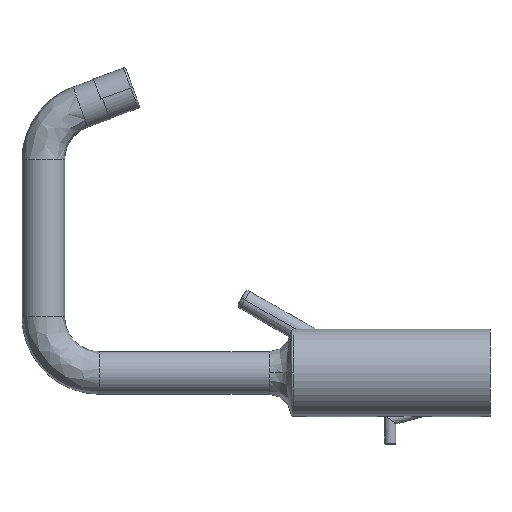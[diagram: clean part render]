
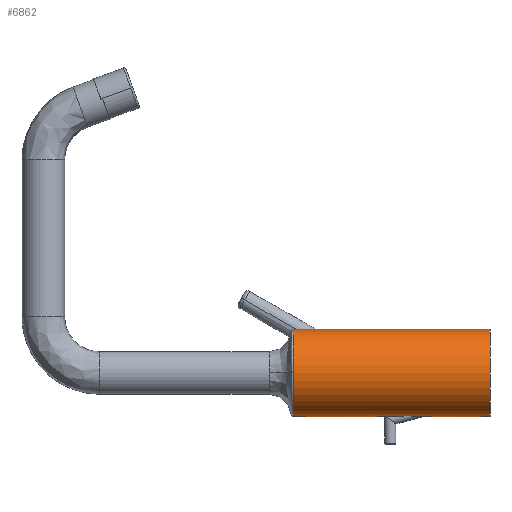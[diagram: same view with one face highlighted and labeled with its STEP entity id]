
A CAD part, left-side view. The second image highlights one B-rep face of the part: STEP entity #6862.
In plain terms, the highlighted cylindrical face has radius 23.25 mm (diameter 46.5 mm), a partial arc.
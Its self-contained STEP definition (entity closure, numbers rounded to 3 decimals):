
#184 = CIRCLE ( 'NONE', #4769, 23.25 ) ;
#216 = CYLINDRICAL_SURFACE ( 'NONE', #7753, 23.25 ) ;
#275 = CARTESIAN_POINT ( 'NONE',  ( 0., 53., -23.25 ) ) ;
#283 = EDGE_CURVE ( 'NONE', #4288, #346, #3600, .T. ) ;
#346 = VERTEX_POINT ( 'NONE', #3617 ) ;
#350 = CARTESIAN_POINT ( 'NONE',  ( -2.589, 56.084, -23.105 ) ) ;
#353 = DIRECTION ( 'NONE',  ( 0., 0., 1. ) ) ;
#422 = LINE ( 'NONE', #1691, #2789 ) ;
#460 = ORIENTED_EDGE ( 'NONE', *, *, #4756, .T. ) ;
#542 = EDGE_CURVE ( 'NONE', #346, #6936, #7360, .T. ) ;
#584 = EDGE_CURVE ( 'NONE', #6936, #5037, #1428, .T. ) ;
#873 = CARTESIAN_POINT ( 'NONE',  ( -1.755, 32.386, -23.184 ) ) ;
#890 = ORIENTED_EDGE ( 'NONE', *, *, #1467, .T. ) ;
#923 = CARTESIAN_POINT ( 'NONE',  ( -3.7, 40.345, -22.954 ) ) ;
#947 = CARTESIAN_POINT ( 'NONE',  ( -2.888, 54.799, -23.07 ) ) ;
#970 = CARTESIAN_POINT ( 'NONE',  ( -3.576, 39.029, -22.975 ) ) ;
#976 = CARTESIAN_POINT ( 'NONE',  ( 0., 105.039, -23.25 ) ) ;
#1025 = VECTOR ( 'NONE', #1596, 1000. ) ;
#1280 = CARTESIAN_POINT ( 'NONE',  ( 0., 53., 0. ) ) ;
#1428 = LINE ( 'NONE', #275, #1025 ) ;
#1467 = EDGE_CURVE ( 'NONE', #6847, #5037, #4367, .T. ) ;
#1498 = CARTESIAN_POINT ( 'NONE',  ( -1.094, 59.732, -23.226 ) ) ;
#1525 = CARTESIAN_POINT ( 'NONE',  ( -3.864, 44.301, -22.928 ) ) ;
#1548 = CARTESIAN_POINT ( 'NONE',  ( 0., 60.392, -23.25 ) ) ;
#1578 = VERTEX_POINT ( 'NONE', #4358 ) ;
#1596 = DIRECTION ( 'NONE',  ( 0., 1., 0. ) ) ;
#1691 = CARTESIAN_POINT ( 'NONE',  ( 0., 53., 23.25 ) ) ;
#1928 = AXIS2_PLACEMENT_3D ( 'NONE', #5281, #4689, #353 ) ;
#1997 = VECTOR ( 'NONE', #3646, 1000. ) ;
#2007 = CARTESIAN_POINT ( 'NONE',  ( 0., 105.039, 0. ) ) ;
#2013 = CARTESIAN_POINT ( 'NONE',  ( 0., 105.039, 23.25 ) ) ;
#2098 = CARTESIAN_POINT ( 'NONE',  ( -0.635, 31.195, -23.242 ) ) ;
#2146 = CARTESIAN_POINT ( 'NONE',  ( -0.777, 31.282, -23.237 ) ) ;
#2192 = CARTESIAN_POINT ( 'NONE',  ( -2.845, 35.14, -23.076 ) ) ;
#2234 = DIRECTION ( 'NONE',  ( 0., 1., 0. ) ) ;
#2287 = DIRECTION ( 'NONE',  ( 0., -1., 0. ) ) ;
#2414 = EDGE_LOOP ( 'NONE', ( #5967, #2989, #5775, #460, #890, #5071, #5523 ) ) ;
#2704 = CARTESIAN_POINT ( 'NONE',  ( -3.512, 50.889, -22.983 ) ) ;
#2728 = CARTESIAN_POINT ( 'NONE',  ( -3.351, 52.2, -23.007 ) ) ;
#2777 = CARTESIAN_POINT ( 'NONE',  ( -2.005, 57.975, -23.165 ) ) ;
#2789 = VECTOR ( 'NONE', #2234, 1000. ) ;
#2801 = CARTESIAN_POINT ( 'NONE',  ( -3.016, 54.151, -23.053 ) ) ;
#2989 = ORIENTED_EDGE ( 'NONE', *, *, #7429, .F. ) ;
#3080 = EDGE_CURVE ( 'NONE', #1578, #3828, #422, .T. ) ;
#3312 = CARTESIAN_POINT ( 'NONE',  ( -3.269, 37.074, -23.019 ) ) ;
#3336 = CARTESIAN_POINT ( 'NONE',  ( -0.082, 60.388, -23.249 ) ) ;
#3358 = CARTESIAN_POINT ( 'NONE',  ( -0.329, 31.071, -23.248 ) ) ;
#3504 = DIRECTION ( 'NONE',  ( 0., 0., 1. ) ) ;
#3600 = LINE ( 'NONE', #6664, #1997 ) ;
#3617 = CARTESIAN_POINT ( 'NONE',  ( 0., 31.035, -23.25 ) ) ;
#3646 = DIRECTION ( 'NONE',  ( 0., 1., 0. ) ) ;
#3828 = VERTEX_POINT ( 'NONE', #2013 ) ;
#3885 = CARTESIAN_POINT ( 'NONE',  ( -0.402, 60.31, -23.247 ) ) ;
#3912 = CARTESIAN_POINT ( 'NONE',  ( -0.747, 60.085, -23.239 ) ) ;
#3939 = CARTESIAN_POINT ( 'NONE',  ( -3.845, 42.981, -22.931 ) ) ;
#3965 = CARTESIAN_POINT ( 'NONE',  ( -1.381, 31.843, -23.21 ) ) ;
#4122 = CIRCLE ( 'NONE', #1928, 23.25 ) ;
#4288 = VERTEX_POINT ( 'NONE', #7217 ) ;
#4358 = CARTESIAN_POINT ( 'NONE',  ( 0., 0., 23.25 ) ) ;
#4367 = CIRCLE ( 'NONE', #6338, 23.25 ) ;
#4562 = CARTESIAN_POINT ( 'NONE',  ( -0.165, 31.035, -23.25 ) ) ;
#4689 = DIRECTION ( 'NONE',  ( 0., -1., 0. ) ) ;
#4756 = EDGE_CURVE ( 'NONE', #3828, #6847, #184, .T. ) ;
#4769 = AXIS2_PLACEMENT_3D ( 'NONE', #2007, #6846, #7397 ) ;
#4929 = CARTESIAN_POINT ( 'NONE',  ( -23.25, 105.039, 0. ) ) ;
#4954 = DIRECTION ( 'NONE',  ( 0., 0., 1. ) ) ;
#5037 = VERTEX_POINT ( 'NONE', #976 ) ;
#5071 = ORIENTED_EDGE ( 'NONE', *, *, #584, .F. ) ;
#5136 = CARTESIAN_POINT ( 'NONE',  ( -1.766, 58.594, -23.186 ) ) ;
#5154 = FACE_OUTER_BOUND ( 'NONE', #2414, .T. ) ;
#5185 = CARTESIAN_POINT ( 'NONE',  ( -2.2, 33.27, -23.146 ) ) ;
#5281 = CARTESIAN_POINT ( 'NONE',  ( 0., 0., 0. ) ) ;
#5523 = ORIENTED_EDGE ( 'NONE', *, *, #542, .F. ) ;
#5775 = ORIENTED_EDGE ( 'NONE', *, *, #3080, .T. ) ;
#5800 = CARTESIAN_POINT ( 'NONE',  ( -1.167, 31.586, -23.222 ) ) ;
#5825 = CARTESIAN_POINT ( 'NONE',  ( -2.666, 34.504, -23.098 ) ) ;
#5929 = CARTESIAN_POINT ( 'NONE',  ( 0., 105.039, 0. ) ) ;
#5967 = ORIENTED_EDGE ( 'NONE', *, *, #283, .F. ) ;
#6139 = DIRECTION ( 'NONE',  ( 0., 1., 0. ) ) ;
#6338 = AXIS2_PLACEMENT_3D ( 'NONE', #5929, #2287, #3504 ) ;
#6340 = CARTESIAN_POINT ( 'NONE',  ( -3.814, 46.941, -22.936 ) ) ;
#6366 = CARTESIAN_POINT ( 'NONE',  ( -1.279, 59.455, -23.216 ) ) ;
#6392 = CARTESIAN_POINT ( 'NONE',  ( -2.418, 56.722, -23.125 ) ) ;
#6417 = CARTESIAN_POINT ( 'NONE',  ( -0.618, 60.191, -23.242 ) ) ;
#6664 = CARTESIAN_POINT ( 'NONE',  ( 0., 53., -23.25 ) ) ;
#6846 = DIRECTION ( 'NONE',  ( 0., -1., 0. ) ) ;
#6847 = VERTEX_POINT ( 'NONE', #4929 ) ;
#6862 = ADVANCED_FACE ( 'NONE', ( #5154 ), #216, .T. ) ;
#6936 = VERTEX_POINT ( 'NONE', #7239 ) ;
#6943 = CARTESIAN_POINT ( 'NONE',  ( -0.326, 60.346, -23.248 ) ) ;
#6969 = CARTESIAN_POINT ( 'NONE',  ( -0.165, 60.382, -23.249 ) ) ;
#7036 = CARTESIAN_POINT ( 'NONE',  ( -2.325, 33.575, -23.134 ) ) ;
#7217 = CARTESIAN_POINT ( 'NONE',  ( 0., 0., -23.25 ) ) ;
#7239 = CARTESIAN_POINT ( 'NONE',  ( 0., 60.392, -23.25 ) ) ;
#7360 = B_SPLINE_CURVE_WITH_KNOTS ( 'NONE', 3,
 ( #7524, #4562, #3358, #2098, #2146, #5800, #3965, #873, #7551, #5185, #7036, #5825, #2192, #7574, #3312, #970, #923, #3939, #1525, #6340, #7622, #2704, #2728, #2801, #947, #350, #6392, #2777, #5136, #6366, #1498, #3912, #6417, #3885, #6943, #6969, #3336, #1548 ),
 .UNSPECIFIED., .F., .F.,
 ( 4, 2, 2, 2, 2, 2, 2, 2, 2, 2, 2, 2, 2, 2, 2, 2, 2, 2, 4 ),
 ( 0.496, 0.504, 0.511, 0.527, 0.543, 0.558, 0.589, 0.621, 0.683, 0.746, 0.808, 0.871, 0.902, 0.933, 0.964, 0.98, 0.988, 0.992, 0.995 ),
 .UNSPECIFIED. ) ;
#7397 = DIRECTION ( 'NONE',  ( 0., 0., 1. ) ) ;
#7429 = EDGE_CURVE ( 'NONE', #1578, #4288, #4122, .T. ) ;
#7524 = CARTESIAN_POINT ( 'NONE',  ( 0., 31.035, -23.25 ) ) ;
#7551 = CARTESIAN_POINT ( 'NONE',  ( -1.915, 32.675, -23.171 ) ) ;
#7574 = CARTESIAN_POINT ( 'NONE',  ( -3.147, 36.425, -23.037 ) ) ;
#7622 = CARTESIAN_POINT ( 'NONE',  ( -3.744, 48.26, -22.947 ) ) ;
#7753 = AXIS2_PLACEMENT_3D ( 'NONE', #1280, #6139, #4954 ) ;
